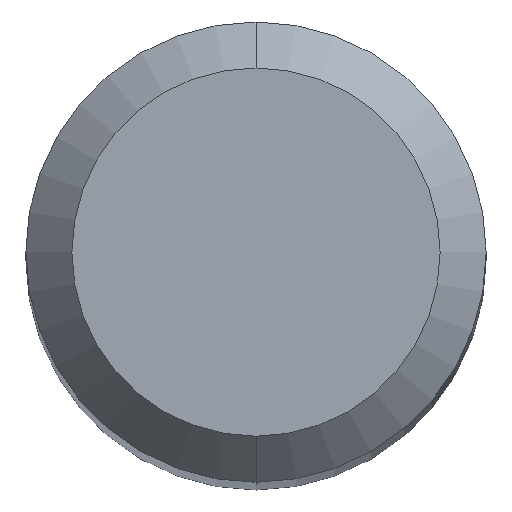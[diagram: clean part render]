
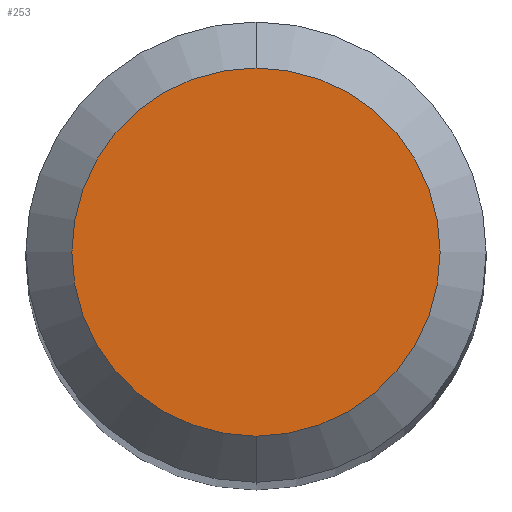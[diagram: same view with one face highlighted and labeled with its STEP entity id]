
A CAD part, top view. The second image highlights one B-rep face of the part: STEP entity #253.
In plain terms, the highlighted planar face has unit normal (0, 0, 1).
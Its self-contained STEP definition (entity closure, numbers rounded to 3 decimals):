
#243=VERTEX_POINT('',#559);
#253=ADVANCED_FACE('',(#570),#571,.T.);
#369=EDGE_CURVE('',#373,#243,#695,.T.);
#373=VERTEX_POINT('',#699);
#449=EDGE_CURVE('',#243,#373,#784,.T.);
#559=CARTESIAN_POINT('',(0.0,1.2,0.0));
#570=FACE_OUTER_BOUND('',#961,.T.);
#571=PLANE('',#962);
#695=CIRCLE('',#1252,1.2);
#699=CARTESIAN_POINT('',(0.,-1.2,0.0));
#784=CIRCLE('',#1422,1.2);
#961=EDGE_LOOP('',(#1549,#1550));
#962=AXIS2_PLACEMENT_3D('',#1551,#1552,#1553);
#1252=AXIS2_PLACEMENT_3D('',#1663,#1664,#1665);
#1422=AXIS2_PLACEMENT_3D('',#1781,#1782,#1783);
#1549=ORIENTED_EDGE('',*,*,#449,.F.);
#1550=ORIENTED_EDGE('',*,*,#369,.F.);
#1551=CARTESIAN_POINT('',(0.0,0.6,0.0));
#1552=DIRECTION('',(-0.0,0.0,1.0));
#1553=DIRECTION('',(0.0,-1.0,0.0));
#1663=CARTESIAN_POINT('',(0.0,0.0,0.0));
#1664=DIRECTION('',(0.0,0.0,-1.0));
#1665=DIRECTION('',(0.0,1.0,0.0));
#1781=CARTESIAN_POINT('',(0.0,0.0,0.0));
#1782=DIRECTION('',(0.0,0.0,-1.0));
#1783=DIRECTION('',(0.0,1.0,0.0));
